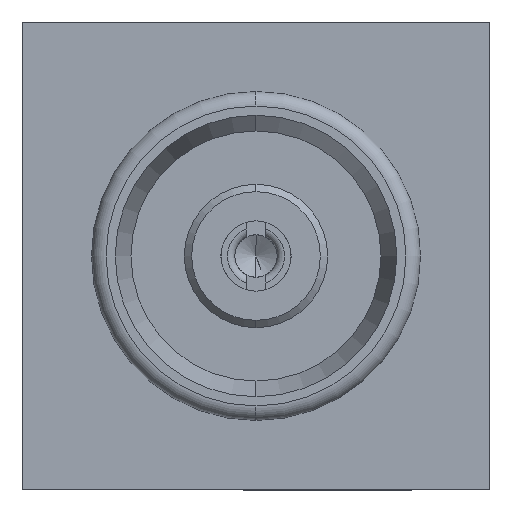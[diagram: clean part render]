
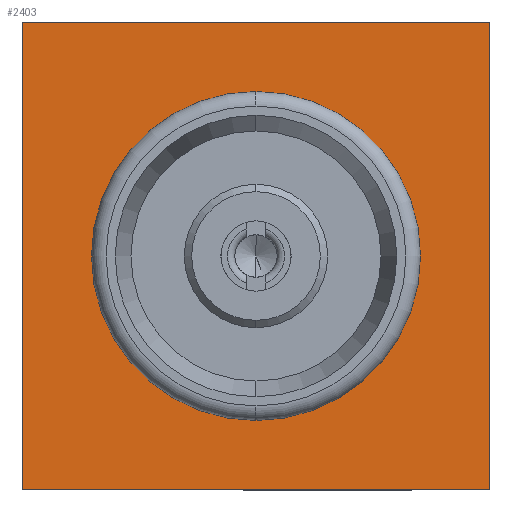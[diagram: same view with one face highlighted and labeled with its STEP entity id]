
A CAD part, left-side view. The second image highlights one B-rep face of the part: STEP entity #2403.
In plain terms, the highlighted planar face has unit normal (-1, 0, 0).
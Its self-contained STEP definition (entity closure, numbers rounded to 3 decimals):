
#6 = DIRECTION ( 'NONE',  ( 0., 0., 1. ) ) ;
#43 = ORIENTED_EDGE ( 'NONE', *, *, #1224, .T. ) ;
#75 = ORIENTED_EDGE ( 'NONE', *, *, #2857, .T. ) ;
#175 = ORIENTED_EDGE ( 'NONE', *, *, #997, .T. ) ;
#208 = CARTESIAN_POINT ( 'NONE',  ( 4.05, 2.25, 0. ) ) ;
#321 = VECTOR ( 'NONE', #2653, 1000. ) ;
#337 = ORIENTED_EDGE ( 'NONE', *, *, #2313, .F. ) ;
#445 = DIRECTION ( 'NONE',  ( 0., 0., -1. ) ) ;
#452 = AXIS2_PLACEMENT_3D ( 'NONE', #208, #1894, #445 ) ;
#456 = CARTESIAN_POINT ( 'NONE',  ( 4.05, 0., -2.25 ) ) ;
#465 = LINE ( 'NONE', #709, #321 ) ;
#472 = AXIS2_PLACEMENT_3D ( 'NONE', #1101, #1597, #2312 ) ;
#486 = CARTESIAN_POINT ( 'NONE',  ( 4.05, 3.2, 3.2 ) ) ;
#546 = CARTESIAN_POINT ( 'NONE',  ( 4.05, -3.2, 3.2 ) ) ;
#595 = ORIENTED_EDGE ( 'NONE', *, *, #2924, .T. ) ;
#600 = LINE ( 'NONE', #2739, #1885 ) ;
#631 = ORIENTED_EDGE ( 'NONE', *, *, #634, .F. ) ;
#634 = EDGE_CURVE ( 'NONE', #2300, #2350, #2722, .T. ) ;
#709 = CARTESIAN_POINT ( 'NONE',  ( 4.05, -3.2, 3.2 ) ) ;
#780 = CARTESIAN_POINT ( 'NONE',  ( 4.05, 3.2, 3.2 ) ) ;
#988 = AXIS2_PLACEMENT_3D ( 'NONE', #2913, #1463, #6 ) ;
#997 = EDGE_CURVE ( 'NONE', #2504, #2769, #2656, .T. ) ;
#1090 = LINE ( 'NONE', #546, #1734 ) ;
#1101 = CARTESIAN_POINT ( 'NONE',  ( 4.05, 0., 0. ) ) ;
#1174 = FACE_OUTER_BOUND ( 'NONE', #1247, .T. ) ;
#1224 = EDGE_CURVE ( 'NONE', #3083, #2424, #1090, .T. ) ;
#1247 = EDGE_LOOP ( 'NONE', ( #595, #43, #75, #175 ) ) ;
#1449 = CARTESIAN_POINT ( 'NONE',  ( 4.05, -3.2, 3.2 ) ) ;
#1463 = DIRECTION ( 'NONE',  ( -1., 0., 0. ) ) ;
#1530 = DIRECTION ( 'NONE',  ( 0., 0., 1. ) ) ;
#1539 = EDGE_LOOP ( 'NONE', ( #337, #631 ) ) ;
#1597 = DIRECTION ( 'NONE',  ( -1., 0., 0. ) ) ;
#1734 = VECTOR ( 'NONE', #1530, 1000. ) ;
#1818 = FACE_BOUND ( 'NONE', #1539, .T. ) ;
#1875 = PLANE ( 'NONE',  #452 ) ;
#1885 = VECTOR ( 'NONE', #2463, 1000. ) ;
#1894 = DIRECTION ( 'NONE',  ( 1., 0., 0. ) ) ;
#1945 = CARTESIAN_POINT ( 'NONE',  ( 4.05, 0., 2.25 ) ) ;
#2012 = VECTOR ( 'NONE', #2483, 1000. ) ;
#2206 = CARTESIAN_POINT ( 'NONE',  ( 4.05, -3.2, -3.2 ) ) ;
#2240 = CIRCLE ( 'NONE', #988, 2.25 ) ;
#2300 = VERTEX_POINT ( 'NONE', #456 ) ;
#2312 = DIRECTION ( 'NONE',  ( 0., 0., 1. ) ) ;
#2313 = EDGE_CURVE ( 'NONE', #2350, #2300, #2240, .T. ) ;
#2350 = VERTEX_POINT ( 'NONE', #1945 ) ;
#2403 = ADVANCED_FACE ( 'NONE', ( #1818, #1174 ), #1875, .F. ) ;
#2424 = VERTEX_POINT ( 'NONE', #1449 ) ;
#2463 = DIRECTION ( 'NONE',  ( 0., -1., 0. ) ) ;
#2483 = DIRECTION ( 'NONE',  ( 0., 0., -1. ) ) ;
#2504 = VERTEX_POINT ( 'NONE', #486 ) ;
#2653 = DIRECTION ( 'NONE',  ( 0., 1., 0. ) ) ;
#2656 = LINE ( 'NONE', #780, #2012 ) ;
#2722 = CIRCLE ( 'NONE', #472, 2.25 ) ;
#2739 = CARTESIAN_POINT ( 'NONE',  ( 4.05, -3.2, -3.2 ) ) ;
#2769 = VERTEX_POINT ( 'NONE', #3119 ) ;
#2857 = EDGE_CURVE ( 'NONE', #2424, #2504, #465, .T. ) ;
#2913 = CARTESIAN_POINT ( 'NONE',  ( 4.05, 0., 0. ) ) ;
#2924 = EDGE_CURVE ( 'NONE', #2769, #3083, #600, .T. ) ;
#3083 = VERTEX_POINT ( 'NONE', #2206 ) ;
#3119 = CARTESIAN_POINT ( 'NONE',  ( 4.05, 3.2, -3.2 ) ) ;
